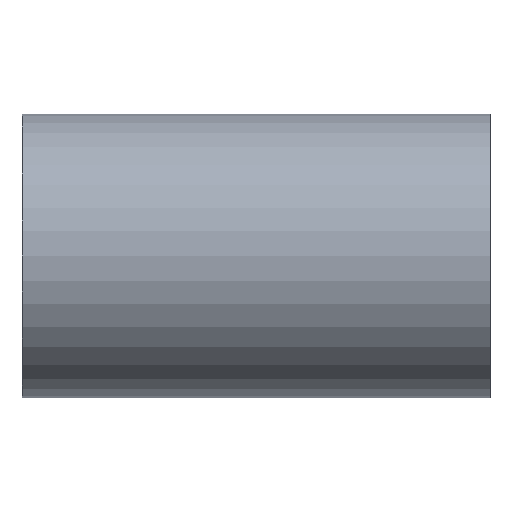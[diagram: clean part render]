
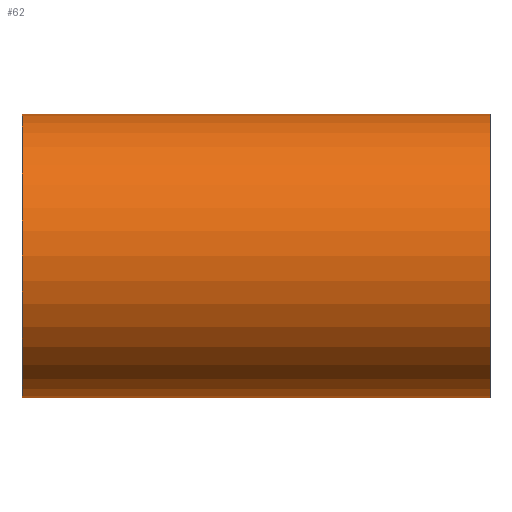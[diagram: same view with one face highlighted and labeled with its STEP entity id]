
A CAD part, front view. The second image highlights one B-rep face of the part: STEP entity #62.
In plain terms, the highlighted cylindrical face has radius 26.194 mm (diameter 52.388 mm), a partial arc.
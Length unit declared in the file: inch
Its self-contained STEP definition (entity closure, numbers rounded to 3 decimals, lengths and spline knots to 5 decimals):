
#13 = EDGE_CURVE ( 'NONE', #631, #500, #175, .T. ) ;
#50 = EDGE_CURVE ( 'NONE', #631, #461, #366, .T. ) ;
#51 = CARTESIAN_POINT ( 'NONE',  ( 1.70276, 0., -1.03125 ) ) ;
#56 = VECTOR ( 'NONE', #430, 39.37008 ) ;
#62 = ADVANCED_FACE ( 'NONE', ( #412 ), #362, .T. ) ;
#83 = CARTESIAN_POINT ( 'NONE',  ( 0., 0., 0. ) ) ;
#84 = AXIS2_PLACEMENT_3D ( 'NONE', #94, #455, #559 ) ;
#94 = CARTESIAN_POINT ( 'NONE',  ( 1.70276, 0., 0. ) ) ;
#99 = DIRECTION ( 'NONE',  ( -1., 0., 0. ) ) ;
#121 = EDGE_LOOP ( 'NONE', ( #407, #476, #188, #526 ) ) ;
#135 = CARTESIAN_POINT ( 'NONE',  ( 1.70276, 0., 1.03125 ) ) ;
#149 = DIRECTION ( 'NONE',  ( 0., 0., 1. ) ) ;
#153 = CARTESIAN_POINT ( 'NONE',  ( 0., 0., -1.03125 ) ) ;
#175 = CIRCLE ( 'NONE', #84, 1.03125 ) ;
#188 = ORIENTED_EDGE ( 'NONE', *, *, #652, .T. ) ;
#245 = DIRECTION ( 'NONE',  ( -1., 0., 0. ) ) ;
#275 = CARTESIAN_POINT ( 'NONE',  ( -1.70276, 0., 1.03125 ) ) ;
#303 = VERTEX_POINT ( 'NONE', #275 ) ;
#362 = CYLINDRICAL_SURFACE ( 'NONE', #452, 1.03125 ) ;
#366 = LINE ( 'NONE', #153, #655 ) ;
#405 = CIRCLE ( 'NONE', #463, 1.03125 ) ;
#407 = ORIENTED_EDGE ( 'NONE', *, *, #50, .F. ) ;
#412 = FACE_OUTER_BOUND ( 'NONE', #121, .T. ) ;
#417 = EDGE_CURVE ( 'NONE', #461, #303, #405, .T. ) ;
#420 = CARTESIAN_POINT ( 'NONE',  ( 0., 0., 1.03125 ) ) ;
#430 = DIRECTION ( 'NONE',  ( -1., 0., 0. ) ) ;
#452 = AXIS2_PLACEMENT_3D ( 'NONE', #83, #514, #662 ) ;
#455 = DIRECTION ( 'NONE',  ( -1., 0., 0. ) ) ;
#461 = VERTEX_POINT ( 'NONE', #667 ) ;
#463 = AXIS2_PLACEMENT_3D ( 'NONE', #570, #99, #149 ) ;
#473 = LINE ( 'NONE', #420, #56 ) ;
#476 = ORIENTED_EDGE ( 'NONE', *, *, #13, .T. ) ;
#500 = VERTEX_POINT ( 'NONE', #135 ) ;
#514 = DIRECTION ( 'NONE',  ( -1., 0., 0. ) ) ;
#526 = ORIENTED_EDGE ( 'NONE', *, *, #417, .F. ) ;
#559 = DIRECTION ( 'NONE',  ( 0., 0., 1. ) ) ;
#570 = CARTESIAN_POINT ( 'NONE',  ( -1.70276, 0., 0. ) ) ;
#631 = VERTEX_POINT ( 'NONE', #51 ) ;
#652 = EDGE_CURVE ( 'NONE', #500, #303, #473, .T. ) ;
#655 = VECTOR ( 'NONE', #245, 39.37008 ) ;
#662 = DIRECTION ( 'NONE',  ( 0., 0., 1. ) ) ;
#667 = CARTESIAN_POINT ( 'NONE',  ( -1.70276, 0., -1.03125 ) ) ;
